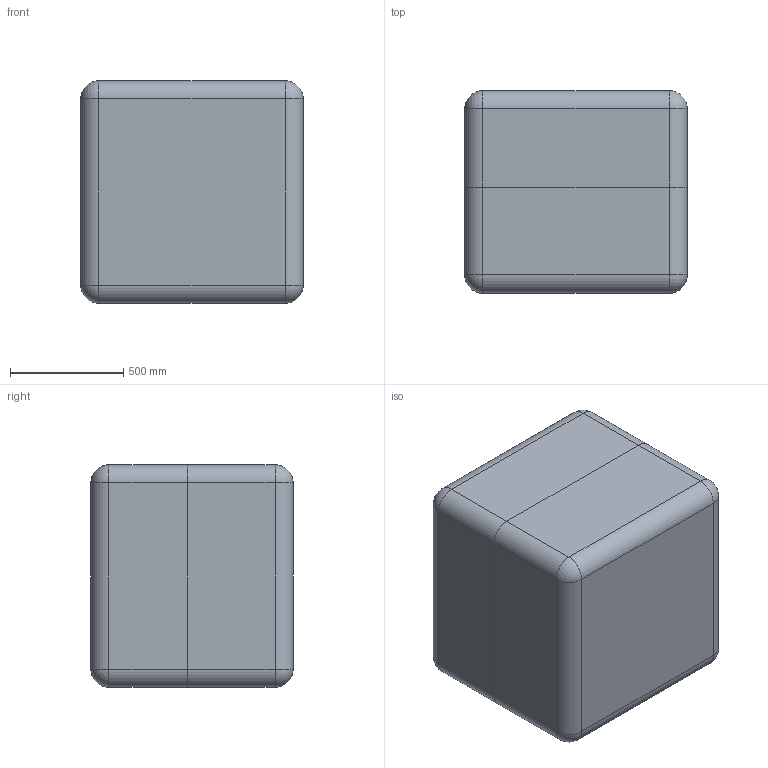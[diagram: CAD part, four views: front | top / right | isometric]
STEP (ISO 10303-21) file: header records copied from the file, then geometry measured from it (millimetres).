
FILE_DESCRIPTION (( 'STEP AP214' ), '1' );
FILE_NAME ('Òðàíñïîðòíûé êîíòåéíåð ÀÄÌÈÐÀË®ÏÐÎÔÅÑÑÈÎÍÀËÜÍÛÅ 185_óïðîùåííàÿ 3D-ìîäåëü.STEP', '2025-09-02T14:00:43', ( '' ), ( '' ), 'SwSTEP 2.0', 'SolidWorks 2021', '' );
FILE_SCHEMA (( 'AUTOMOTIVE_DESIGN' ));
Length unit declared in the file: millimetre
Products named in the file (3): Òðàíñïîðòíûé êîíòåéíåð ÀÄÌÈÐÀË®ÏÐÎÔÅÑÑÈÎÍÀËÜÍÛÅ 185_óïðîùåííàÿ 3D-ìîäåëü; Top 185(óïð); Base 185(óïð)
Assembly tree (2 placements, depth 2):
  Òðàíñïîðòíûé êîíòåéíåð ÀÄÌÈÐÀË®ÏÐÎÔÅÑÑÈÎÍÀËÜÍÛÅ 185_óïðîùåííàÿ 3D-ìîäåëü
    Base 185(óïð)
    Top 185(óïð)
Bounding box: 983.92 x 895.25 x 983.93 mm (x, y, z)
Volume: 319490993.7 mm3; surface area: 11180367.1 mm2
Topology: 2 solids, 2 shells, 1901 faces, 4550 edges, 2586 vertices
Faces by surface type: cylinder 732, bspline 440, plane 353, torus 288, sphere 64, cone 24
Entity records: 64889 total; most frequent: CARTESIAN_POINT 24319, ORIENTED_EDGE 8916, DIRECTION 8156, EDGE_CURVE 4458, AXIS2_PLACEMENT_3D 3296, VERTEX_POINT 2586, EDGE_LOOP 1926, ADVANCED_FACE 1901
